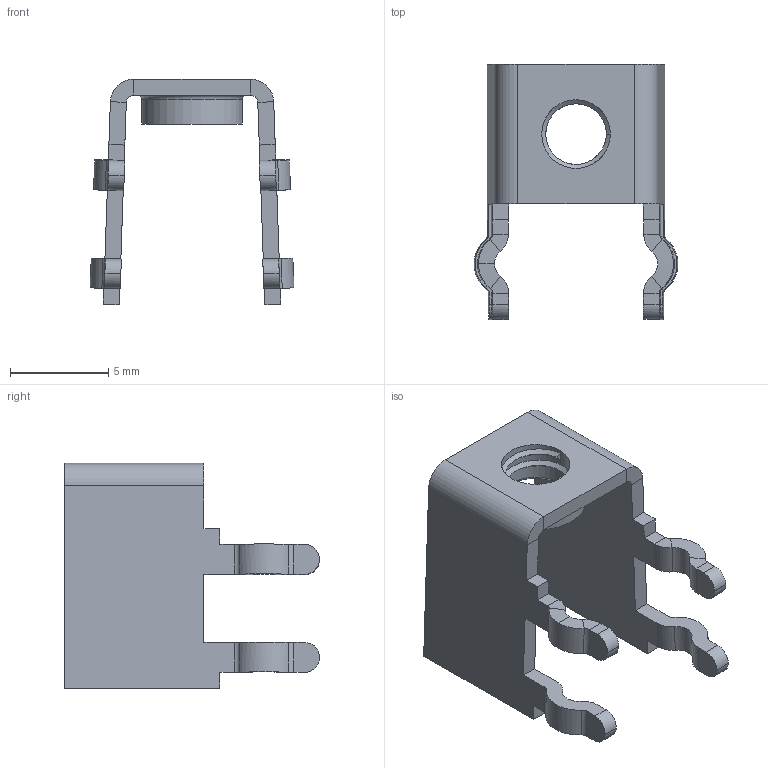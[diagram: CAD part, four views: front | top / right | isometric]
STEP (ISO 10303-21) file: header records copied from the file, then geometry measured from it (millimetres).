
FILE_DESCRIPTION (( 'STEP AP214' ), '1' );
FILE_NAME ('7779.STEP', '2011-09-23T13:47:44', ( 'Richard Maletta' ), ( '' ), 'SwSTEP 2.0', 'SolidWorks 2009', '' );
FILE_SCHEMA (( 'AUTOMOTIVE_DESIGN' ));
Length unit declared in the file: inch
Products named in the file (1): 7779
Bounding box: 10.4 x 13 x 11.51 mm (x, y, z)
Volume: 209 mm3; surface area: 621.7 mm2
Topology: 1 solids, 1 shells, 115 faces, 285 edges, 173 vertices
Faces by surface type: plane 51, cylinder 44, cone 16, torus 2, bspline 2
Entity records: 3582 total; most frequent: CARTESIAN_POINT 827, DIRECTION 574, ORIENTED_EDGE 570, EDGE_CURVE 285, AXIS2_PLACEMENT_3D 196, VECTOR 182, LINE 182, VERTEX_POINT 173
